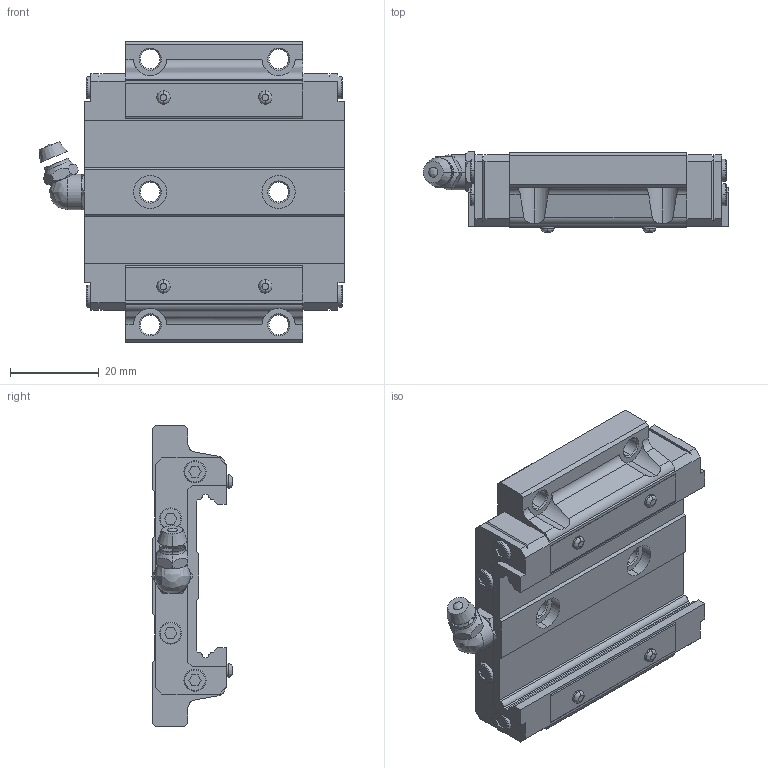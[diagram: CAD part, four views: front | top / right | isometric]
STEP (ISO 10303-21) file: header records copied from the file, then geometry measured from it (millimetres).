
FILE_DESCRIPTION (( 'STEP AP214' ), '1' );
FILE_NAME ('HRW21CAUU.STEP', '2020-06-15T07:42:33', ( '' ), ( '' ), 'SwSTEP 2.0', 'SolidWorks 2020', '' );
FILE_SCHEMA (( 'AUTOMOTIVE_DESIGN' ));
Length unit declared in the file: millimetre
Products named in the file (3): HRW21CAUU; _HRW21CAUUB-M6F1 Slide17-60; _HRW-B-M6F_grease_nipple_joint
Assembly tree (2 placements, depth 2):
  HRW21CAUU
    _HRW21CAUUB-M6F1 Slide17-60
    _HRW-B-M6F_grease_nipple_joint
Bounding box: 68.9 x 18.12 x 68 mm (x, y, z)
Volume: 40543.7 mm3; surface area: 13316.5 mm2
Topology: 1 solids, 3 shells, 334 faces, 851 edges, 544 vertices
Faces by surface type: plane 192, cylinder 68, cone 60, bspline 14
Entity records: 10590 total; most frequent: CARTESIAN_POINT 2464, ORIENTED_EDGE 1686, DIRECTION 1632, EDGE_CURVE 845, LINE 576, VECTOR 576, VERTEX_POINT 544, AXIS2_PLACEMENT_3D 528
